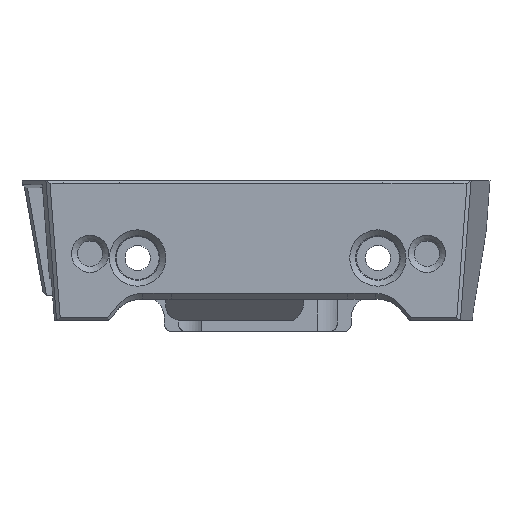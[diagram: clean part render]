
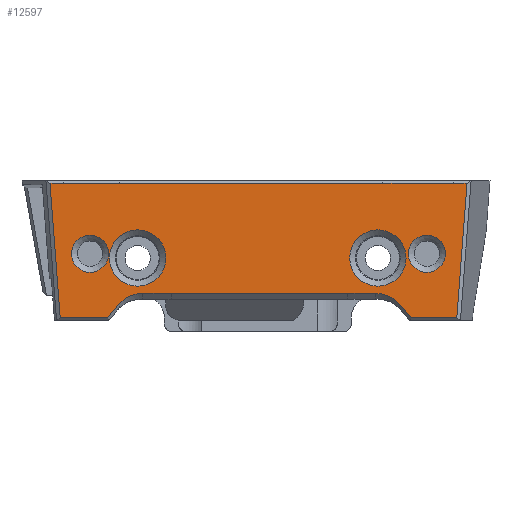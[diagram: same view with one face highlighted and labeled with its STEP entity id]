
A CAD part, front view. The second image highlights one B-rep face of the part: STEP entity #12597.
In plain terms, the highlighted planar face has unit normal (0, -1, 0).
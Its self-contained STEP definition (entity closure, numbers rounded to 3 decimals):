
#55=FACE_BOUND('',#1835,.T.);
#56=FACE_BOUND('',#1836,.T.);
#57=FACE_BOUND('',#1837,.T.);
#58=FACE_BOUND('',#1838,.T.);
#1046=FACE_OUTER_BOUND('',#1834,.T.);
#1834=EDGE_LOOP('',(#11044,#11045,#11046,#11047,#11048,#11049,#11050,#11051,
#11052,#11053,#11054,#11055,#11056,#11057,#11058,#11059));
#1835=EDGE_LOOP('',(#11060));
#1836=EDGE_LOOP('',(#11061));
#1837=EDGE_LOOP('',(#11062));
#1838=EDGE_LOOP('',(#11063));
#1989=CIRCLE('',#13532,2.5);
#1990=CIRCLE('',#13534,3.8);
#1991=CIRCLE('',#13536,3.8);
#1992=CIRCLE('',#13538,2.5);
#1993=CIRCLE('',#13541,4.4);
#1994=CIRCLE('',#13546,4.4);
#3389=LINE('',#22385,#4846);
#3391=LINE('',#22392,#4848);
#3394=LINE('',#22397,#4851);
#3395=LINE('',#22400,#4852);
#3399=LINE('',#22409,#4856);
#3427=LINE('',#22504,#4884);
#3428=LINE('',#22507,#4885);
#3430=LINE('',#22512,#4887);
#3431=LINE('',#22514,#4888);
#3432=LINE('',#22516,#4889);
#3433=LINE('',#22517,#4890);
#3434=LINE('',#22519,#4891);
#3435=LINE('',#22521,#4892);
#3436=LINE('',#22522,#4893);
#4846=VECTOR('',#16795,1.);
#4848=VECTOR('',#16803,1.);
#4851=VECTOR('',#16808,1.);
#4852=VECTOR('',#16811,1.);
#4856=VECTOR('',#16821,1.);
#4884=VECTOR('',#16885,1.);
#4885=VECTOR('',#16888,1.);
#4887=VECTOR('',#16892,1.);
#4888=VECTOR('',#16893,1.);
#4889=VECTOR('',#16894,1.);
#4890=VECTOR('',#16895,1.);
#4891=VECTOR('',#16896,1.);
#4892=VECTOR('',#16897,1.);
#4893=VECTOR('',#16898,1.);
#5859=VERTEX_POINT('',#22365);
#5860=VERTEX_POINT('',#22369);
#5861=VERTEX_POINT('',#22373);
#5862=VERTEX_POINT('',#22377);
#5863=VERTEX_POINT('',#22381);
#5864=VERTEX_POINT('',#22383);
#5865=VERTEX_POINT('',#22387);
#5866=VERTEX_POINT('',#22391);
#5867=VERTEX_POINT('',#22395);
#5868=VERTEX_POINT('',#22399);
#5869=VERTEX_POINT('',#22403);
#5870=VERTEX_POINT('',#22407);
#5891=VERTEX_POINT('',#22502);
#5892=VERTEX_POINT('',#22506);
#5893=VERTEX_POINT('',#22510);
#5894=VERTEX_POINT('',#22511);
#5895=VERTEX_POINT('',#22513);
#5896=VERTEX_POINT('',#22515);
#5897=VERTEX_POINT('',#22518);
#5898=VERTEX_POINT('',#22520);
#7573=EDGE_CURVE('',#5859,#5859,#1989,.T.);
#7575=EDGE_CURVE('',#5860,#5860,#1990,.T.);
#7577=EDGE_CURVE('',#5861,#5861,#1991,.T.);
#7579=EDGE_CURVE('',#5862,#5862,#1992,.T.);
#7582=EDGE_CURVE('',#5863,#5864,#3389,.T.);
#7583=EDGE_CURVE('',#5863,#5865,#1993,.T.);
#7585=EDGE_CURVE('',#5866,#5865,#3391,.T.);
#7588=EDGE_CURVE('',#5867,#5866,#3394,.T.);
#7589=EDGE_CURVE('',#5868,#5867,#3395,.T.);
#7592=EDGE_CURVE('',#5868,#5869,#1994,.T.);
#7594=EDGE_CURVE('',#5870,#5869,#3399,.T.);
#7629=EDGE_CURVE('',#5864,#5891,#3427,.T.);
#7630=EDGE_CURVE('',#5892,#5870,#3428,.T.);
#7632=EDGE_CURVE('',#5893,#5894,#3430,.T.);
#7633=EDGE_CURVE('',#5895,#5894,#3431,.T.);
#7634=EDGE_CURVE('',#5895,#5896,#3432,.T.);
#7635=EDGE_CURVE('',#5896,#5892,#3433,.T.);
#7636=EDGE_CURVE('',#5891,#5897,#3434,.T.);
#7637=EDGE_CURVE('',#5897,#5898,#3435,.T.);
#7638=EDGE_CURVE('',#5893,#5898,#3436,.T.);
#11044=ORIENTED_EDGE('',*,*,#7632,.T.);
#11045=ORIENTED_EDGE('',*,*,#7633,.F.);
#11046=ORIENTED_EDGE('',*,*,#7634,.T.);
#11047=ORIENTED_EDGE('',*,*,#7635,.T.);
#11048=ORIENTED_EDGE('',*,*,#7630,.T.);
#11049=ORIENTED_EDGE('',*,*,#7594,.T.);
#11050=ORIENTED_EDGE('',*,*,#7592,.F.);
#11051=ORIENTED_EDGE('',*,*,#7589,.T.);
#11052=ORIENTED_EDGE('',*,*,#7588,.T.);
#11053=ORIENTED_EDGE('',*,*,#7585,.T.);
#11054=ORIENTED_EDGE('',*,*,#7583,.F.);
#11055=ORIENTED_EDGE('',*,*,#7582,.T.);
#11056=ORIENTED_EDGE('',*,*,#7629,.T.);
#11057=ORIENTED_EDGE('',*,*,#7636,.T.);
#11058=ORIENTED_EDGE('',*,*,#7637,.T.);
#11059=ORIENTED_EDGE('',*,*,#7638,.F.);
#11060=ORIENTED_EDGE('',*,*,#7579,.F.);
#11061=ORIENTED_EDGE('',*,*,#7577,.F.);
#11062=ORIENTED_EDGE('',*,*,#7575,.F.);
#11063=ORIENTED_EDGE('',*,*,#7573,.F.);
#11828=PLANE('',#13567);
#12597=ADVANCED_FACE('',(#1046,#55,#56,#57,#58),#11828,.T.);
#13532=AXIS2_PLACEMENT_3D('',#22367,#16774,#16775);
#13534=AXIS2_PLACEMENT_3D('',#22371,#16779,#16780);
#13536=AXIS2_PLACEMENT_3D('',#22375,#16784,#16785);
#13538=AXIS2_PLACEMENT_3D('',#22379,#16789,#16790);
#13541=AXIS2_PLACEMENT_3D('',#22388,#16798,#16799);
#13546=AXIS2_PLACEMENT_3D('',#22405,#16816,#16817);
#13567=AXIS2_PLACEMENT_3D('',#22509,#16890,#16891);
#16774=DIRECTION('center_axis',(0.,-1.,0.));
#16775=DIRECTION('ref_axis',(0.,0.,
-1.));
#16779=DIRECTION('center_axis',(0.,-1.,0.));
#16780=DIRECTION('ref_axis',(0.,0.,
-1.));
#16784=DIRECTION('center_axis',(0.,-1.,0.));
#16785=DIRECTION('ref_axis',(0.,0.,
-1.));
#16789=DIRECTION('center_axis',(0.,-1.,0.));
#16790=DIRECTION('ref_axis',(0.,0.,
-1.));
#16795=DIRECTION('',(0.643,0.,-0.766));
#16798=DIRECTION('center_axis',(0.,-1.,0.));
#16799=DIRECTION('ref_axis',(0.,0.,
-1.));
#16803=DIRECTION('',(1.,0.,0.));
#16808=DIRECTION('',(1.,0.,0.));
#16811=DIRECTION('',(1.,0.,0.));
#16816=DIRECTION('center_axis',(0.,-1.,0.));
#16817=DIRECTION('ref_axis',(0.,0.,
-1.));
#16821=DIRECTION('',(0.643,0.,0.766));
#16885=DIRECTION('',(1.,0.,0.));
#16888=DIRECTION('',(1.,0.,0.));
#16890=DIRECTION('center_axis',(0.,-1.,0.));
#16891=DIRECTION('ref_axis',(0.,0.,1.));
#16892=DIRECTION('',(-1.,0.,0.));
#16893=DIRECTION('',(1.,0.,0.));
#16894=DIRECTION('',(-1.,0.,0.));
#16895=DIRECTION('',(0.076,0.,-0.997));
#16896=DIRECTION('',(0.076,0.,0.997));
#16897=DIRECTION('',(-1.,0.,0.));
#16898=DIRECTION('',(1.,0.,0.));
#22365=CARTESIAN_POINT('',(-0.818,-8.203,-14.373));
#22367=CARTESIAN_POINT('Origin',(-3.318,-8.203,-14.373));
#22369=CARTESIAN_POINT('',(35.5,-8.203,-11.148));
#22371=CARTESIAN_POINT('Origin',(35.5,-8.203,-14.948));
#22373=CARTESIAN_POINT('',(6.901,-8.203,-14.948));
#22375=CARTESIAN_POINT('Origin',(3.101,-8.203,-14.948));
#22377=CARTESIAN_POINT('',(39.61,-8.203,-14.373));
#22379=CARTESIAN_POINT('Origin',(42.11,-8.203,-14.373));
#22381=CARTESIAN_POINT('',(38.569,-8.203,-21.295));
#22383=CARTESIAN_POINT('',(39.976,-8.203,-22.973));
#22385=CARTESIAN_POINT('',(16.662,-8.203,4.812));
#22387=CARTESIAN_POINT('',(35.198,-8.203,-19.724));
#22388=CARTESIAN_POINT('Origin',(35.198,-8.203,-24.124));
#22391=CARTESIAN_POINT('',(31.44,-8.203,-19.724));
#22392=CARTESIAN_POINT('',(19.402,-8.203,-19.724));
#22395=CARTESIAN_POINT('',(7.64,-8.203,-19.724));
#22397=CARTESIAN_POINT('',(19.402,-8.203,-19.724));
#22399=CARTESIAN_POINT('',(3.803,-8.203,-19.724));
#22400=CARTESIAN_POINT('',(19.402,-8.203,-19.724));
#22403=CARTESIAN_POINT('',(0.433,-8.203,-21.295));
#22405=CARTESIAN_POINT('Origin',(3.803,-8.203,-24.124));
#22407=CARTESIAN_POINT('',(-0.975,-8.203,-22.973));
#22409=CARTESIAN_POINT('',(22.258,-8.203,4.715));
#22502=CARTESIAN_POINT('',(46.14,-8.203,-22.973));
#22504=CARTESIAN_POINT('',(19.402,-8.203,-22.973));
#22506=CARTESIAN_POINT('',(-7.339,-8.203,-22.973));
#22507=CARTESIAN_POINT('',(19.402,-8.203,-22.973));
#22509=CARTESIAN_POINT('Origin',(19.402,-8.203,7.111));
#22510=CARTESIAN_POINT('',(35.901,-8.203,-4.9));
#22511=CARTESIAN_POINT('',(0.801,-8.203,-4.9));
#22512=CARTESIAN_POINT('',(0.801,-8.203,-4.9));
#22513=CARTESIAN_POINT('',(-7.071,-8.203,-4.9));
#22514=CARTESIAN_POINT('',(19.965,-8.203,-4.9));
#22515=CARTESIAN_POINT('',(-8.719,-8.203,-4.9));
#22516=CARTESIAN_POINT('',(-8.749,-8.203,-4.9));
#22517=CARTESIAN_POINT('',(-9.796,-8.203,9.209));
#22518=CARTESIAN_POINT('',(47.52,-8.203,-4.9));
#22519=CARTESIAN_POINT('',(46.109,-8.203,-23.373));
#22520=CARTESIAN_POINT('',(45.875,-8.203,-4.9));
#22521=CARTESIAN_POINT('',(45.906,-8.203,-4.9));
#22522=CARTESIAN_POINT('',(19.965,-8.203,-4.9));
